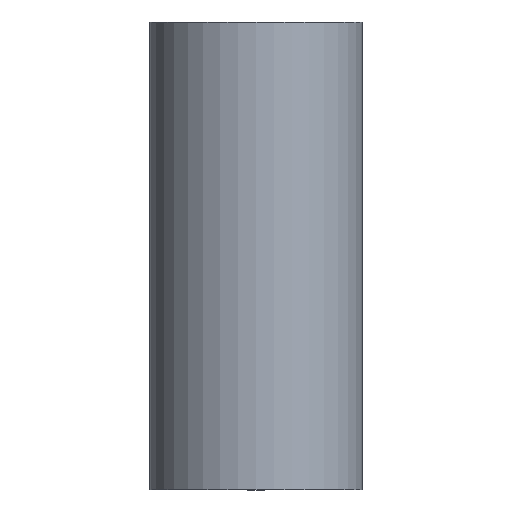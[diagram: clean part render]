
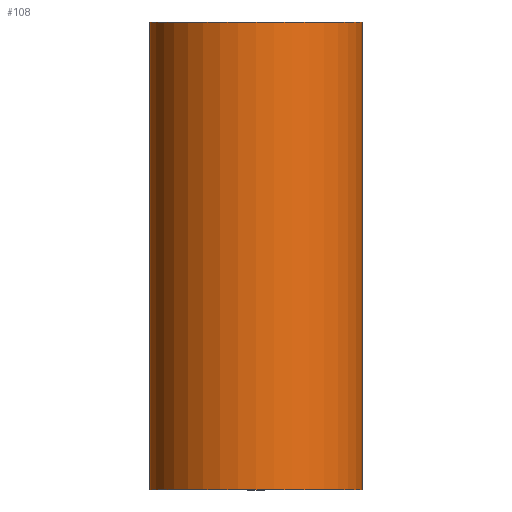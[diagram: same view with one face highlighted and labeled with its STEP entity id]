
A CAD part, front view. The second image highlights one B-rep face of the part: STEP entity #108.
In plain terms, the highlighted cylindrical face has radius 22.75 mm (diameter 45.5 mm), a partial arc.
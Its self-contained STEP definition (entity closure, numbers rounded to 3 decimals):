
#3 = EDGE_CURVE ( 'NONE', #172, #76, #153, .T. ) ;
#19 = DIRECTION ( 'NONE',  ( 0., 0., 1. ) ) ;
#20 = CYLINDRICAL_SURFACE ( 'NONE', #77, 22.75 ) ;
#27 = AXIS2_PLACEMENT_3D ( 'NONE', #161, #42, #123 ) ;
#28 = CARTESIAN_POINT ( 'NONE',  ( -22.75, 0., -50. ) ) ;
#42 = DIRECTION ( 'NONE',  ( 0., 0., 1. ) ) ;
#65 = VERTEX_POINT ( 'NONE', #243 ) ;
#70 = LINE ( 'NONE', #186, #193 ) ;
#72 = EDGE_CURVE ( 'NONE', #195, #65, #106, .T. ) ;
#76 = VERTEX_POINT ( 'NONE', #218 ) ;
#77 = AXIS2_PLACEMENT_3D ( 'NONE', #183, #101, #178 ) ;
#83 = ORIENTED_EDGE ( 'NONE', *, *, #72, .T. ) ;
#88 = CARTESIAN_POINT ( 'NONE',  ( -22.75, 0., 50. ) ) ;
#92 = CARTESIAN_POINT ( 'NONE',  ( -22.75, 0., 60.641 ) ) ;
#96 = EDGE_LOOP ( 'NONE', ( #196, #83, #255, #194 ) ) ;
#100 = DIRECTION ( 'NONE',  ( 1., 0., 0. ) ) ;
#101 = DIRECTION ( 'NONE',  ( 0., 0., 1. ) ) ;
#106 = CIRCLE ( 'NONE', #227, 22.75 ) ;
#108 = ADVANCED_FACE ( 'NONE', ( #138 ), #20, .T. ) ;
#113 = LINE ( 'NONE', #92, #129 ) ;
#123 = DIRECTION ( 'NONE',  ( 1., 0., 0. ) ) ;
#129 = VECTOR ( 'NONE', #167, 1000. ) ;
#135 = EDGE_CURVE ( 'NONE', #65, #76, #70, .T. ) ;
#138 = FACE_OUTER_BOUND ( 'NONE', #96, .T. ) ;
#153 = CIRCLE ( 'NONE', #27, 22.75 ) ;
#161 = CARTESIAN_POINT ( 'NONE',  ( 0., 0., 50. ) ) ;
#167 = DIRECTION ( 'NONE',  ( 0., 0., 1. ) ) ;
#172 = VERTEX_POINT ( 'NONE', #88 ) ;
#178 = DIRECTION ( 'NONE',  ( 1., 0., 0. ) ) ;
#183 = CARTESIAN_POINT ( 'NONE',  ( 0., 0., 60.641 ) ) ;
#184 = CARTESIAN_POINT ( 'NONE',  ( 0., 0., -50. ) ) ;
#186 = CARTESIAN_POINT ( 'NONE',  ( 22.75, 0., 60.641 ) ) ;
#188 = DIRECTION ( 'NONE',  ( 0., 0., 1. ) ) ;
#193 = VECTOR ( 'NONE', #188, 1000. ) ;
#194 = ORIENTED_EDGE ( 'NONE', *, *, #3, .F. ) ;
#195 = VERTEX_POINT ( 'NONE', #28 ) ;
#196 = ORIENTED_EDGE ( 'NONE', *, *, #222, .F. ) ;
#218 = CARTESIAN_POINT ( 'NONE',  ( 22.75, 0., 50. ) ) ;
#222 = EDGE_CURVE ( 'NONE', #195, #172, #113, .T. ) ;
#227 = AXIS2_PLACEMENT_3D ( 'NONE', #184, #19, #100 ) ;
#243 = CARTESIAN_POINT ( 'NONE',  ( 22.75, 0., -50. ) ) ;
#255 = ORIENTED_EDGE ( 'NONE', *, *, #135, .T. ) ;
